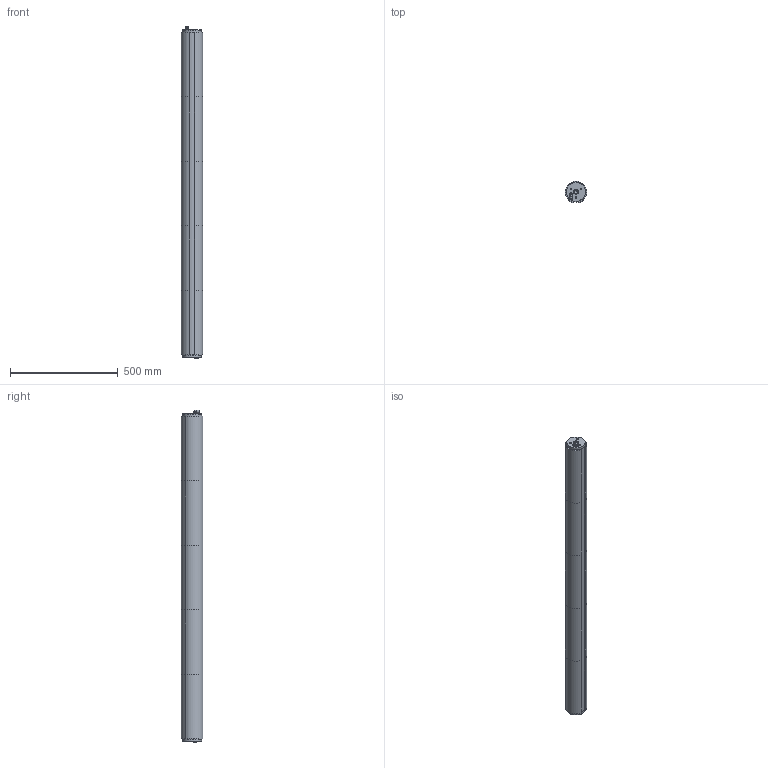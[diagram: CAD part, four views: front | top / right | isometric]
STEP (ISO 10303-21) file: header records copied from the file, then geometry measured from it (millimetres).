
FILE_DESCRIPTION (( 'STEP AP203' ), '1' );
FILE_NAME ('S38100XXX-330.STEP', '2020-01-03T19:38:42', ( '' ), ( '' ), 'SwSTEP 2.0', 'SolidWorks 2019', '' );
FILE_SCHEMA (( 'CONFIG_CONTROL_DESIGN' ));
Length unit declared in the file: inch
Products named in the file (20): Standard Airturn Wafers_64-0113-SK; 90-0388_4860K126; Standard Airturn Plugs_38-0085; S38100XXX-330; 90-0398_5225K568; Standard Airturn Housings_Website   
Assembly tree (20 placements, depth 2):
  S38100XXX-330
    Standard Airturn Housings_Website   
    Standard Airturn Plugs_38-0085  x2
    90-0388_4860K126
    90-0398_5225K568
    Standard Airturn Wafers_64-0113-SK
    Standard Airturn Wafers_64-0113-SK
    Standard Airturn Wafers_64-0113-SK
    Standard Airturn Wafers_64-0113-SK
    Standard Airturn Wafers_64-0113-SK
    Standard Airturn Wafers_64-0113-SK
    Standard Airturn Wafers_64-0113-SK
    Standard Airturn Wafers_64-0113-SK
    Standard Airturn Wafers_64-0113-SK
    Standard Airturn Wafers_64-0113-SK
    Standard Airturn Wafers_64-0113-SK
    Standard Airturn Wafers_64-0113-SK
    Standard Airturn Wafers_64-0113-SK
    Standard Airturn Wafers_64-0113-SK
    Standard Airturn Wafers_64-0113-SK
Bounding box: 99.62 x 98.11 x 1543.97 mm (x, y, z)
Volume: 5142941.1 mm3; surface area: 1725602.1 mm2
Topology: 22 solids, 22 shells, 278 faces, 599 edges, 385 vertices
Faces by surface type: plane 109, cone 76, cylinder 75, bspline 10, torus 6, sphere 2
Full cylindrical faces by diameter (mm): 6.73 x2, 6.8 x6, 8 x1, 10.052 x1, 10.328 x1, 10.483 x1, 10.8 x1, 11.576 x1, 11.8 x2, 12.15 x1, 12.952 x1, 13.5 x1, 14.25 x1, 15.238 x2, 17 x1, 17.462 x2, 69.647 x2, 71.323 x4, 73.863 x8, 76.2 x1, 88.138 x2, 88.9 x1
Entity records: 14714 total; most frequent: CARTESIAN_POINT 7535, DIRECTION 1084, ORIENTED_EDGE 902, EDGE_CURVE 451, AXIS2_PLACEMENT_3D 439, VERTEX_POINT 321, EDGE_LOOP 318, FACE_OUTER_BOUND 273
